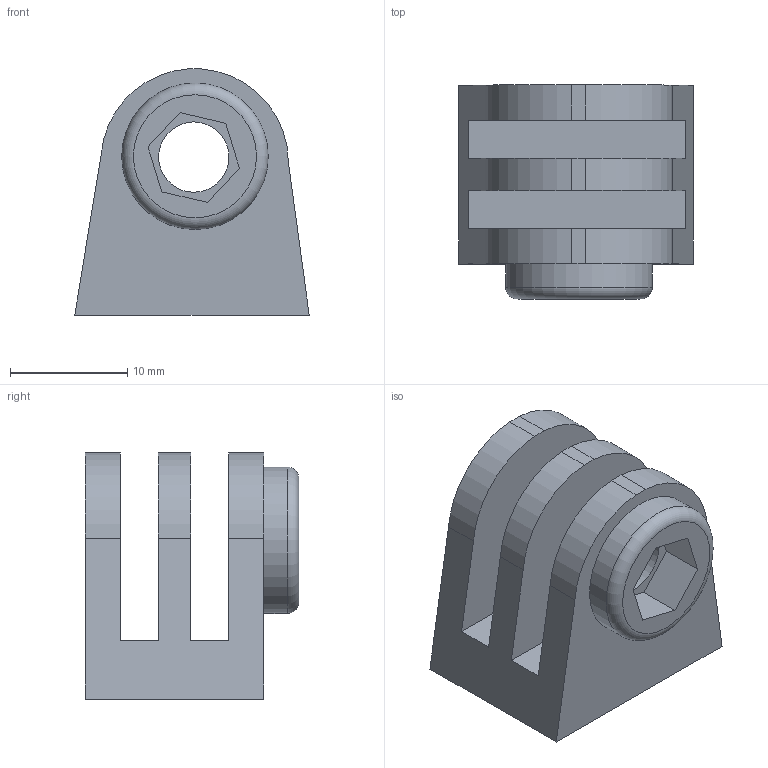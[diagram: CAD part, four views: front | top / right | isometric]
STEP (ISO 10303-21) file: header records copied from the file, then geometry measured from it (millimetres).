
FILE_DESCRIPTION(('HOOPS Exchange Step'),'2;1');
FILE_NAME('temp_export.step','2020-04-22T18:50:53-05:00',('mobile'),('Shapr3D Limited'),'HOOPS Exchange 2018.1','Shapr3D','Authorized');
FILE_SCHEMA( ('AP203_CONFIGURATION_CONTROLLED_3D_DESIGN_OF_MECHANICAL_PARTS_AND_ASSEMBLIES_MIM_LF') );
Length unit declared in the file: millimetre
Products named in the file (1): Body 04
Bounding box: 20 x 18.25 x 21 mm (x, y, z)
Volume: 3539.1 mm3; surface area: 2741.1 mm2
Topology: 1 solids, 1 shells, 33 faces, 92 edges, 63 vertices
Faces by surface type: plane 22, cylinder 10, torus 1
Full cylindrical faces by diameter (mm): 6 x3, 12.5 x1
Entity records: 1110 total; most frequent: CARTESIAN_POINT 189, DIRECTION 188, ORIENTED_EDGE 184, EDGE_CURVE 92, VECTOR 64, LINE 64, VERTEX_POINT 63, AXIS2_PLACEMENT_3D 62
